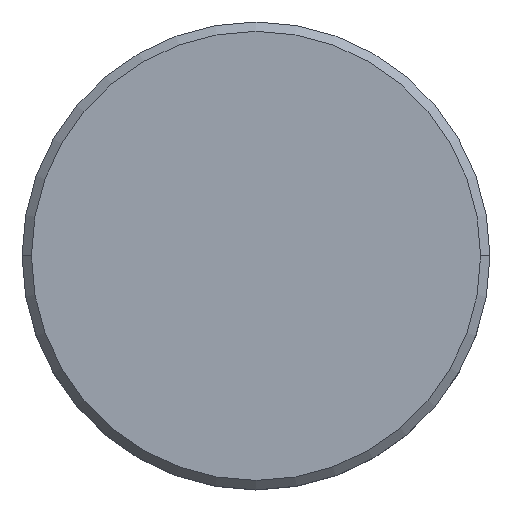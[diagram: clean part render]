
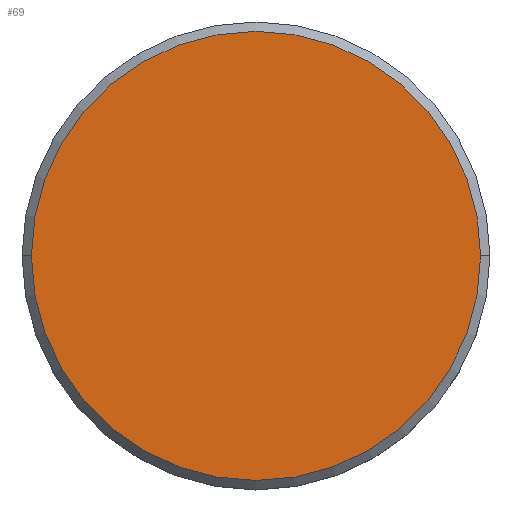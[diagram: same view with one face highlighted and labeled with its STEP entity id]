
A CAD part, top view. The second image highlights one B-rep face of the part: STEP entity #69.
In plain terms, the highlighted planar face has unit normal (0, 0, 1).
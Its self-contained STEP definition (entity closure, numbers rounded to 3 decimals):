
#69 = ADVANCED_FACE ( 'NONE', ( #255 ), #713, .T. ) ;
#102 = VERTEX_POINT ( 'NONE', #783 ) ;
#195 = ORIENTED_EDGE ( 'NONE', *, *, #248, .T. ) ;
#227 = DIRECTION ( 'NONE',  ( 1., 0., 0. ) ) ;
#234 = CIRCLE ( 'NONE', #914, 12. ) ;
#236 = DIRECTION ( 'NONE',  ( 0., 0., 1. ) ) ;
#248 = EDGE_CURVE ( 'NONE', #102, #549, #234, .T. ) ;
#255 = FACE_OUTER_BOUND ( 'NONE', #527, .T. ) ;
#266 = DIRECTION ( 'NONE',  ( 0., 0., 1. ) ) ;
#303 = DIRECTION ( 'NONE',  ( 0., 0., 1. ) ) ;
#359 = CARTESIAN_POINT ( 'NONE',  ( 0., 0., 0. ) ) ;
#487 = AXIS2_PLACEMENT_3D ( 'NONE', #587, #303, #227 ) ;
#501 = AXIS2_PLACEMENT_3D ( 'NONE', #794, #236, #621 ) ;
#527 = EDGE_LOOP ( 'NONE', ( #195, #1102 ) ) ;
#549 = VERTEX_POINT ( 'NONE', #849 ) ;
#587 = CARTESIAN_POINT ( 'NONE',  ( 0., 0., 0. ) ) ;
#588 = EDGE_CURVE ( 'NONE', #549, #102, #801, .T. ) ;
#621 = DIRECTION ( 'NONE',  ( 1., 0., 0. ) ) ;
#626 = DIRECTION ( 'NONE',  ( 1., 0., 0. ) ) ;
#713 = PLANE ( 'NONE',  #501 ) ;
#783 = CARTESIAN_POINT ( 'NONE',  ( -12., 0., 0. ) ) ;
#794 = CARTESIAN_POINT ( 'NONE',  ( 0., 0., 0. ) ) ;
#801 = CIRCLE ( 'NONE', #487, 12. ) ;
#849 = CARTESIAN_POINT ( 'NONE',  ( 12., 0., 0. ) ) ;
#914 = AXIS2_PLACEMENT_3D ( 'NONE', #359, #266, #626 ) ;
#1102 = ORIENTED_EDGE ( 'NONE', *, *, #588, .T. ) ;
